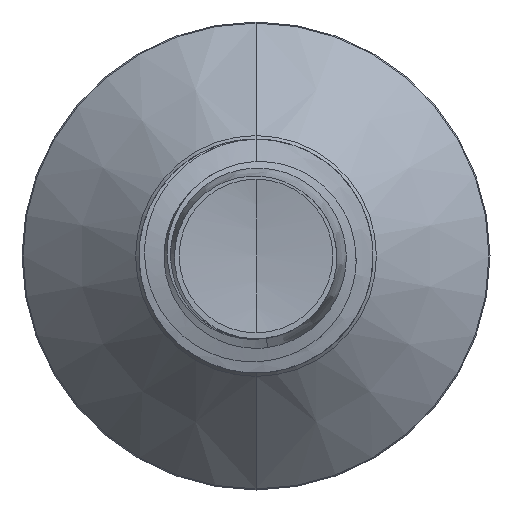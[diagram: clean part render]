
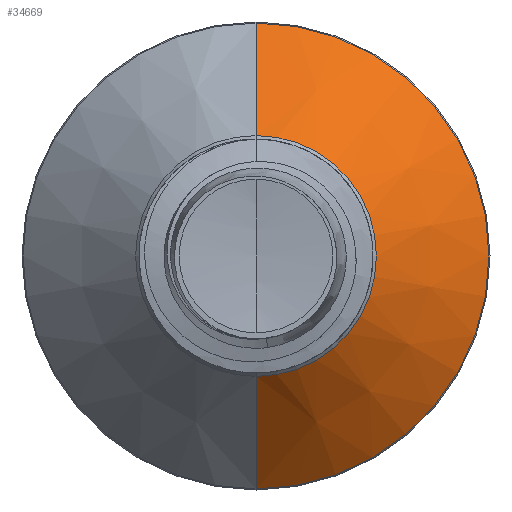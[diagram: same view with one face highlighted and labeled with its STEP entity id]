
A CAD part, front view. The second image highlights one B-rep face of the part: STEP entity #34669.
In plain terms, the highlighted conical face has half-angle 45 degrees and reference radius 3.088 mm.
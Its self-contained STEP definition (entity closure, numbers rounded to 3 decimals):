
#133 = AXIS2_PLACEMENT_3D ( 'NONE', #20264, #3657, #23031 ) ;
#1889 = EDGE_CURVE ( 'NONE', #9630, #14468, #28185, .T. ) ;
#2319 = VERTEX_POINT ( 'NONE', #25121 ) ;
#2490 = CIRCLE ( 'NONE', #133, 5.974 ) ;
#3657 = DIRECTION ( 'NONE',  ( 0., 1., 0. ) ) ;
#4925 = DIRECTION ( 'NONE',  ( 0., 0.707, 0.707 ) ) ;
#5836 = AXIS2_PLACEMENT_3D ( 'NONE', #13534, #21743, #10766 ) ;
#8141 = ORIENTED_EDGE ( 'NONE', *, *, #16779, .T. ) ;
#8905 = EDGE_LOOP ( 'NONE', ( #24844, #8141, #34041, #15278 ) ) ;
#9630 = VERTEX_POINT ( 'NONE', #15126 ) ;
#10046 = CARTESIAN_POINT ( 'NONE',  ( 0., 16.239, 0. ) ) ;
#10766 = DIRECTION ( 'NONE',  ( 0., 0., 1. ) ) ;
#12811 = DIRECTION ( 'NONE',  ( 0., 0., 1. ) ) ;
#13534 = CARTESIAN_POINT ( 'NONE',  ( 0., 16.239, 0. ) ) ;
#13606 = CARTESIAN_POINT ( 'NONE',  ( 0., 16.239, -3.089 ) ) ;
#13821 = EDGE_CURVE ( 'NONE', #14468, #17067, #2490, .T. ) ;
#14468 = VERTEX_POINT ( 'NONE', #21730 ) ;
#15126 = CARTESIAN_POINT ( 'NONE',  ( 0., 16.239, 3.089 ) ) ;
#15278 = ORIENTED_EDGE ( 'NONE', *, *, #1889, .F. ) ;
#16147 = EDGE_CURVE ( 'NONE', #9630, #2319, #30650, .T. ) ;
#16779 = EDGE_CURVE ( 'NONE', #2319, #17067, #21175, .T. ) ;
#17067 = VERTEX_POINT ( 'NONE', #22049 ) ;
#20264 = CARTESIAN_POINT ( 'NONE',  ( 0., 19.124, 0. ) ) ;
#21175 = LINE ( 'NONE', #13606, #35900 ) ;
#21689 = VECTOR ( 'NONE', #4925, 1000. ) ;
#21730 = CARTESIAN_POINT ( 'NONE',  ( 0., 19.124, 5.974 ) ) ;
#21743 = DIRECTION ( 'NONE',  ( 0., 1., 0. ) ) ;
#22049 = CARTESIAN_POINT ( 'NONE',  ( 0., 19.124, -5.974 ) ) ;
#23031 = DIRECTION ( 'NONE',  ( 0., 0., 1. ) ) ;
#23586 = CONICAL_SURFACE ( 'NONE', #5836, 3.089, 0.785 ) ;
#24844 = ORIENTED_EDGE ( 'NONE', *, *, #16147, .T. ) ;
#25121 = CARTESIAN_POINT ( 'NONE',  ( 0., 16.239, -3.089 ) ) ;
#28185 = LINE ( 'NONE', #32889, #21689 ) ;
#29387 = DIRECTION ( 'NONE',  ( 0., 1., 0. ) ) ;
#30650 = CIRCLE ( 'NONE', #32899, 3.089 ) ;
#31843 = FACE_OUTER_BOUND ( 'NONE', #8905, .T. ) ;
#32889 = CARTESIAN_POINT ( 'NONE',  ( 0., 16.239, 3.089 ) ) ;
#32899 = AXIS2_PLACEMENT_3D ( 'NONE', #10046, #29387, #12811 ) ;
#34041 = ORIENTED_EDGE ( 'NONE', *, *, #13821, .F. ) ;
#34669 = ADVANCED_FACE ( 'NONE', ( #31843 ), #23586, .T. ) ;
#35740 = DIRECTION ( 'NONE',  ( 0., 0.707, -0.707 ) ) ;
#35900 = VECTOR ( 'NONE', #35740, 1000. ) ;
